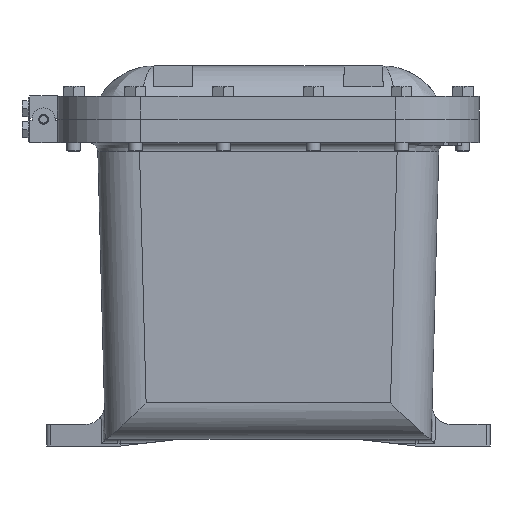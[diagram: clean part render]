
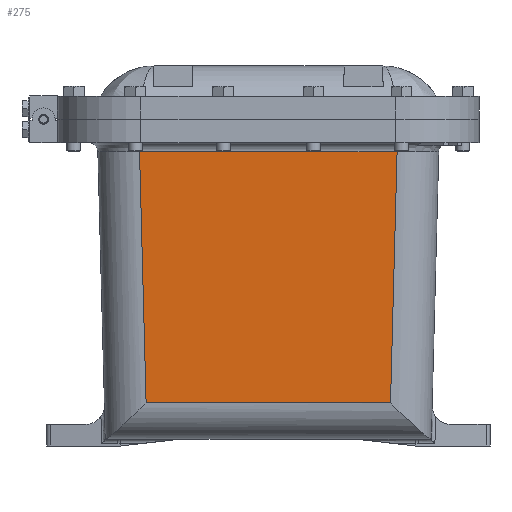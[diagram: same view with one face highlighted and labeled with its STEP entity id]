
A CAD part, front view. The second image highlights one B-rep face of the part: STEP entity #275.
In plain terms, the highlighted planar face has unit normal (0, -1, -0.026).
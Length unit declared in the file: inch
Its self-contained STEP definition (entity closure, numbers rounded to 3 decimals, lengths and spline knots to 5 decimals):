
#275 = ADVANCED_FACE ( 'NONE', ( #14415 ), #26424, .T. ) ;
#625 = CARTESIAN_POINT ( 'NONE',  ( -3.4744, -6.59901, -0.87346 ) ) ;
#2225 = LINE ( 'NONE', #16751, #14714 ) ;
#2674 = DIRECTION ( 'NONE',  ( 1., 0., 0. ) ) ;
#2864 = ORIENTED_EDGE ( 'NONE', *, *, #23347, .T. ) ;
#3634 = CARTESIAN_POINT ( 'NONE',  ( -3.4375, -6.59901, -0.87346 ) ) ;
#3641 = CARTESIAN_POINT ( 'NONE',  ( 3.29692, -6.42153, -7.65118 ) ) ;
#3773 = EDGE_CURVE ( 'NONE', #26352, #14601, #2225, .T. ) ;
#4869 = VECTOR ( 'NONE', #21843, 39.37008 ) ;
#4982 = CARTESIAN_POINT ( 'NONE',  ( 3.49799, -6.6226, 0.02746 ) ) ;
#8455 = VECTOR ( 'NONE', #20068, 39.37008 ) ;
#8571 = ORIENTED_EDGE ( 'NONE', *, *, #29843, .T. ) ;
#9198 = LINE ( 'NONE', #3634, #8455 ) ;
#9290 = VERTEX_POINT ( 'NONE', #625 ) ;
#10092 = CARTESIAN_POINT ( 'NONE',  ( -3.4744, -6.59901, -0.87346 ) ) ;
#10804 = ORIENTED_EDGE ( 'NONE', *, *, #18061, .F. ) ;
#12336 = CARTESIAN_POINT ( 'NONE',  ( 0., -6.625, 0.119 ) ) ;
#14415 = FACE_OUTER_BOUND ( 'NONE', #15047, .T. ) ;
#14601 = VERTEX_POINT ( 'NONE', #3641 ) ;
#14699 = DIRECTION ( 'NONE',  ( 0., 0.026, -1. ) ) ;
#14714 = VECTOR ( 'NONE', #2674, 39.37008 ) ;
#15047 = EDGE_LOOP ( 'NONE', ( #10804, #8571, #2864, #25935 ) ) ;
#15530 = CARTESIAN_POINT ( 'NONE',  ( 3.4744, -6.59901, -0.87346 ) ) ;
#16751 = CARTESIAN_POINT ( 'NONE',  ( 0., -6.42153, -7.65118 ) ) ;
#18061 = EDGE_CURVE ( 'NONE', #22035, #14601, #29617, .T. ) ;
#19036 = DIRECTION ( 'NONE',  ( -0.026, 0.026, -0.999 ) ) ;
#20068 = DIRECTION ( 'NONE',  ( -1., 0., 0. ) ) ;
#21843 = DIRECTION ( 'NONE',  ( 0.026, 0.026, -0.999 ) ) ;
#22035 = VERTEX_POINT ( 'NONE', #15530 ) ;
#23347 = EDGE_CURVE ( 'NONE', #9290, #26352, #25076, .T. ) ;
#23392 = VECTOR ( 'NONE', #19036, 39.37008 ) ;
#24552 = AXIS2_PLACEMENT_3D ( 'NONE', #12336, #28770, #14699 ) ;
#25076 = LINE ( 'NONE', #10092, #4869 ) ;
#25935 = ORIENTED_EDGE ( 'NONE', *, *, #3773, .T. ) ;
#26352 = VERTEX_POINT ( 'NONE', #27258 ) ;
#26424 = PLANE ( 'NONE',  #24552 ) ;
#27258 = CARTESIAN_POINT ( 'NONE',  ( -3.29692, -6.42153, -7.65118 ) ) ;
#28770 = DIRECTION ( 'NONE',  ( 0., -1., -0.026 ) ) ;
#29617 = LINE ( 'NONE', #4982, #23392 ) ;
#29843 = EDGE_CURVE ( 'NONE', #22035, #9290, #9198, .T. ) ;
